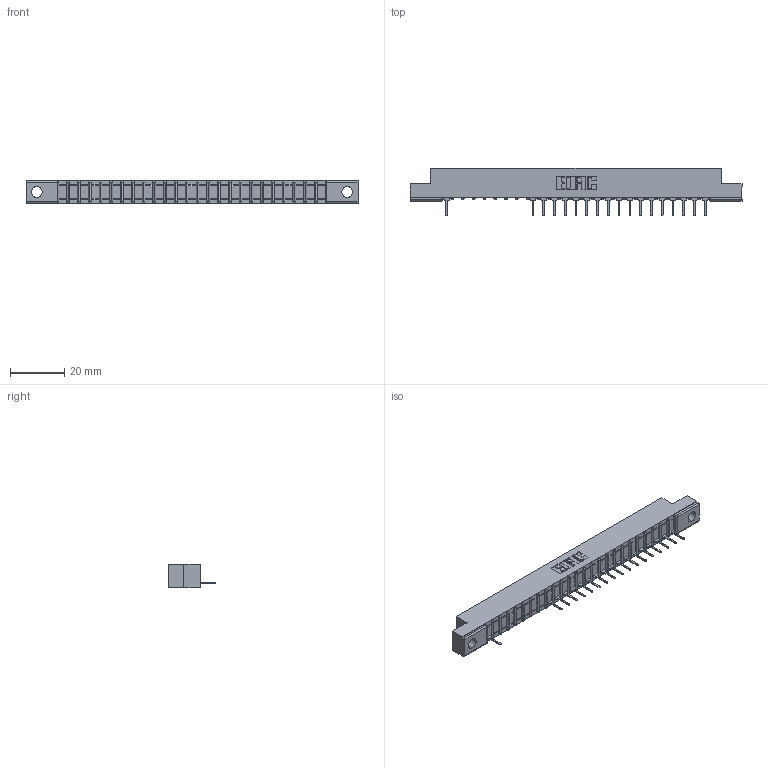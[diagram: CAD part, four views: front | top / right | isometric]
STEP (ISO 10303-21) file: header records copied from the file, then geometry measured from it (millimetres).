
FILE_DESCRIPTION (( 'STEP AP203' ), '1' );
FILE_NAME ('307-025-531-104.STEP', '2018-08-04T07:48:59', ( '' ), ( '' ), 'SwSTEP 2.0', 'SolidWorks 2016', '' );
FILE_SCHEMA (( 'CONFIG_CONTROL_DESIGN' ));
Length unit declared in the file: inch
Products named in the file (3): 307 Part_.156 Dia Mounting Holes; 307-290-001_531; 307-025-531-104
Assembly tree (19 placements, depth 2):
  307-025-531-104
    307 Part_.156 Dia Mounting Holes
    307-290-001_531  x18
Bounding box: 122.07 x 17.42 x 8.71 mm (x, y, z)
Volume: 7459.2 mm3; surface area: 10747.7 mm2
Topology: 19 solids, 19 shells, 1306 faces, 3723 edges, 2386 vertices
Faces by surface type: plane 834, cylinder 420, sphere 52
Entity records: 23690 total; most frequent: CARTESIAN_POINT 4019, ORIENTED_EDGE 4010, DIRECTION 3903, EDGE_CURVE 2005, VECTOR 1539, LINE 1539, VERTEX_POINT 1298, AXIS2_PLACEMENT_3D 1182
